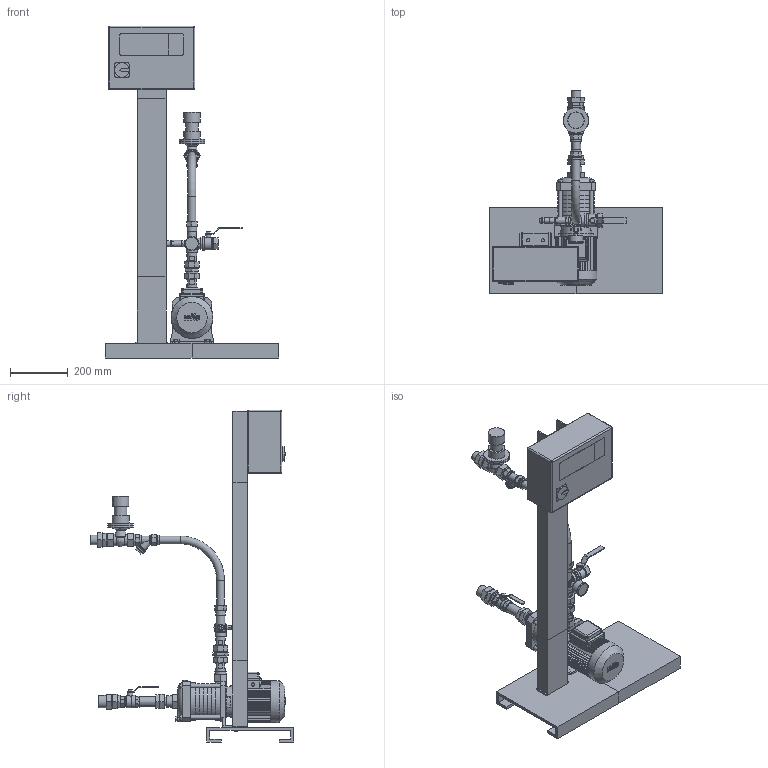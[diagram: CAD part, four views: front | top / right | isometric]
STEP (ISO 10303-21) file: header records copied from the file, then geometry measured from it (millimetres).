
FILE_DESCRIPTION(/* description */ (''),/* implementation_level */ '2;1');
FILE_NAME(/* name */ '3d_WEH-1-305-T_CE-4157257.stp',/* time_stamp */ '2020-11-04T13:31:06+01:00',/* author */ ('Andrzej'),/* organization */ (''),/* preprocessor_version */ 'ST-DEVELOPER v16.13',/* originating_system */ 'AutoCAD Mechanical',/* authorisation */ '');
FILE_SCHEMA (('AUTOMOTIVE_DESIGN { 1 0 10303 214 3 1 1 }'));
Length unit declared in the file: millimetre
Products named in the file (1): Product
Bounding box: 600 x 703.25 x 1150 mm (x, y, z)
Volume: 19819330.8 mm3; surface area: 2365397.4 mm2
Topology: 54 solids, 54 shells, 1133 faces, 2752 edges, 1795 vertices
Faces by surface type: plane 776, cylinder 275, bspline 37, cone 31, sphere 8, torus 6
Full cylindrical faces by diameter (mm): 11 x5, 11.8 x1, 12 x4, 12.8 x1, 13.454 x4, 14 x1, 15 x5, 15.7 x1, 17 x1, 17.2 x1, 18 x2, 18.1 x1, 18.8 x1, 19.2 x1, 20 x2, 22.8 x2, 26.9 x2, 27.3 x1, 29.7 x1, 30 x1, 32.4 x2, 33.7 x10, 34 x1, 34.8 x1, 36.4 x1, 38 x1, 38.1 x1, 39.4 x2, 39.7 x2, 41.5 x1
Entity records: 33238 total; most frequent: CARTESIAN_POINT 7091, DIRECTION 5325, ORIENTED_EDGE 5162, EDGE_CURVE 2581, LINE 1821, VECTOR 1821, VERTEX_POINT 1753, AXIS2_PLACEMENT_3D 1752
